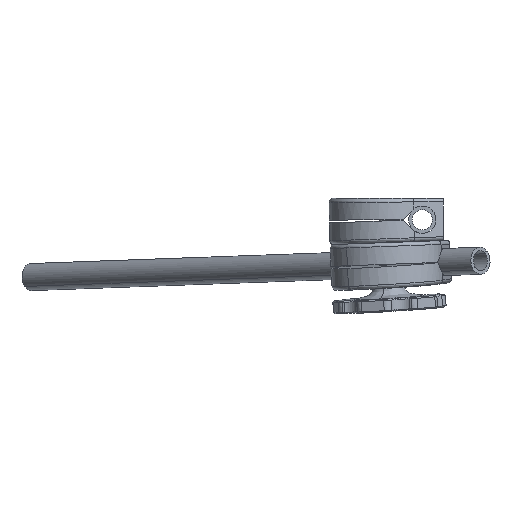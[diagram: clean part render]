
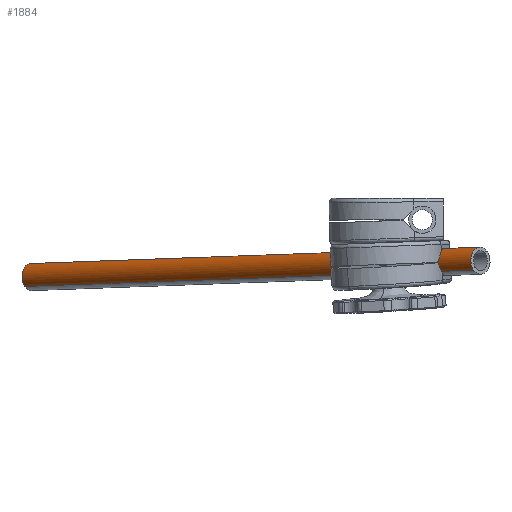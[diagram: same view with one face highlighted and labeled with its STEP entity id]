
A CAD part, front view. The second image highlights one B-rep face of the part: STEP entity #1884.
In plain terms, the highlighted cylindrical face has radius 10.668 mm (diameter 21.336 mm), a partial arc.
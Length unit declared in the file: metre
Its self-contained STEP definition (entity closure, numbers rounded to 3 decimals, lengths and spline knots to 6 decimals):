
#18 = CIRCLE ( 'NONE', #4756, 0.010668 ) ;
#186 = LINE ( 'NONE', #4725, #5933 ) ;
#200 = VERTEX_POINT ( 'NONE', #4129 ) ;
#497 = VECTOR ( 'NONE', #1269, 1. ) ;
#686 = CARTESIAN_POINT ( 'NONE',  ( 0., 0.5, 0. ) ) ;
#765 = DIRECTION ( 'NONE',  ( 0., -1., 0. ) ) ;
#770 = LINE ( 'NONE', #5366, #497 ) ;
#941 = CARTESIAN_POINT ( 'NONE',  ( 0., 0.5, -0.010668 ) ) ;
#990 = AXIS2_PLACEMENT_3D ( 'NONE', #686, #5212, #2405 ) ;
#1035 = DIRECTION ( 'NONE',  ( 0., -1., 0. ) ) ;
#1269 = DIRECTION ( 'NONE',  ( 0., -1., 0. ) ) ;
#1365 = EDGE_LOOP ( 'NONE', ( #1815, #2656, #1910, #2127 ) ) ;
#1472 = VERTEX_POINT ( 'NONE', #5777 ) ;
#1747 = CYLINDRICAL_SURFACE ( 'NONE', #2425, 0.010668 ) ;
#1815 = ORIENTED_EDGE ( 'NONE', *, *, #4902, .F. ) ;
#1817 = EDGE_CURVE ( 'NONE', #200, #1472, #18, .T. ) ;
#1884 = ADVANCED_FACE ( 'NONE', ( #4929 ), #1747, .T. ) ;
#1910 = ORIENTED_EDGE ( 'NONE', *, *, #1817, .T. ) ;
#2058 = VERTEX_POINT ( 'NONE', #941 ) ;
#2127 = ORIENTED_EDGE ( 'NONE', *, *, #4308, .F. ) ;
#2152 = CIRCLE ( 'NONE', #990, 0.010668 ) ;
#2171 = CARTESIAN_POINT ( 'NONE',  ( 0., 0., 0. ) ) ;
#2200 = DIRECTION ( 'NONE',  ( 0., 0., -1. ) ) ;
#2405 = DIRECTION ( 'NONE',  ( 0., 0., 1. ) ) ;
#2425 = AXIS2_PLACEMENT_3D ( 'NONE', #4535, #765, #2200 ) ;
#2656 = ORIENTED_EDGE ( 'NONE', *, *, #2980, .T. ) ;
#2980 = EDGE_CURVE ( 'NONE', #4807, #200, #186, .T. ) ;
#3615 = DIRECTION ( 'NONE',  ( 0., 1., 0. ) ) ;
#3901 = DIRECTION ( 'NONE',  ( 0., 0., 1. ) ) ;
#4129 = CARTESIAN_POINT ( 'NONE',  ( 0., 0., 0.010668 ) ) ;
#4308 = EDGE_CURVE ( 'NONE', #2058, #1472, #770, .T. ) ;
#4535 = CARTESIAN_POINT ( 'NONE',  ( 0., 0.5, 0. ) ) ;
#4725 = CARTESIAN_POINT ( 'NONE',  ( 0., 0.5, 0.010668 ) ) ;
#4756 = AXIS2_PLACEMENT_3D ( 'NONE', #2171, #3615, #3901 ) ;
#4807 = VERTEX_POINT ( 'NONE', #5700 ) ;
#4902 = EDGE_CURVE ( 'NONE', #4807, #2058, #2152, .T. ) ;
#4929 = FACE_OUTER_BOUND ( 'NONE', #1365, .T. ) ;
#5212 = DIRECTION ( 'NONE',  ( 0., 1., 0. ) ) ;
#5366 = CARTESIAN_POINT ( 'NONE',  ( 0., 0.5, -0.010668 ) ) ;
#5700 = CARTESIAN_POINT ( 'NONE',  ( 0., 0.5, 0.010668 ) ) ;
#5777 = CARTESIAN_POINT ( 'NONE',  ( 0., 0., -0.010668 ) ) ;
#5933 = VECTOR ( 'NONE', #1035, 1. ) ;
